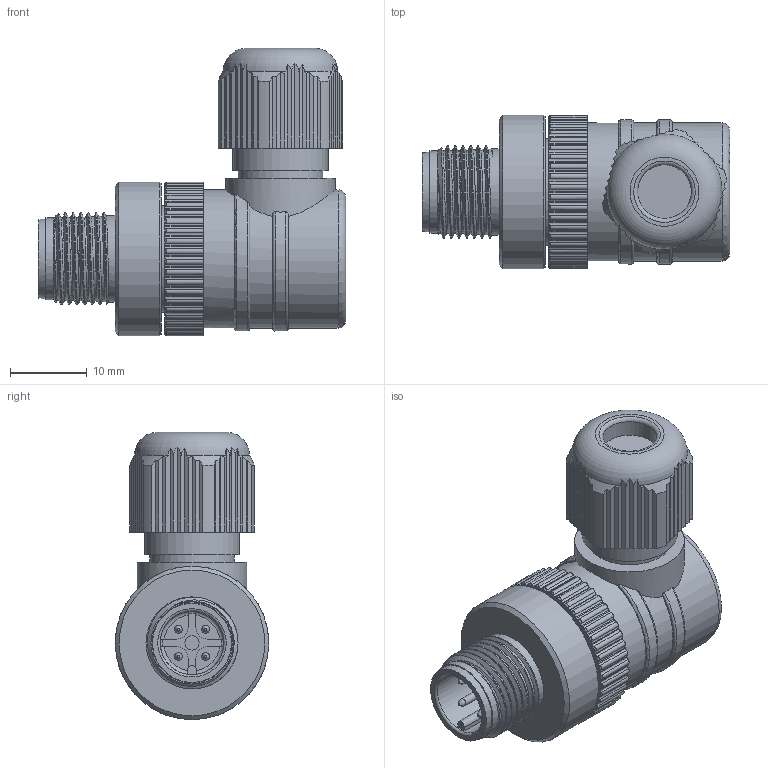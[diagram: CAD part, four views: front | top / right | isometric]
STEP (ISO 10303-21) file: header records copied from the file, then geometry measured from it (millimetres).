
FILE_DESCRIPTION(/* description */ (''),/* implementation_level */ '2;1');
FILE_NAME(/* name */ 'VK003026.stp',/* time_stamp */ '2016-10-12T08:35:07+02:00',/* author */ ('mitarbeiter'),/* organization */ (''),/* preprocessor_version */ 'ST-DEVELOPER v15.2',/* originating_system */ 'Autodesk Inventor 2014',/* authorisation */ '');
FILE_SCHEMA (('AUTOMOTIVE_DESIGN { 1 0 10303 214 3 1 1 }'));
Length unit declared in the file: millimetre
Products named in the file (2): RSCW_4-7_HUELLMODELL; VK003026
Bounding box: 40.05 x 20 x 37.45 mm (x, y, z)
Volume: 11799.5 mm3; surface area: 4741.4 mm2
Topology: 1 solids, 1 shells, 428 faces, 1347 edges, 936 vertices
Faces by surface type: cylinder 210, plane 122, cone 74, torus 15, bspline 7
Full cylindrical faces by diameter (mm): 1 x4, 1.85 x1, 7 x1, 8.3 x1, 10.7 x1, 11 x1, 12.4 x1, 13.9 x1, 14.3 x1, 18 x2, 20 x1
Entity records: 26037 total; most frequent: CARTESIAN_POINT 14175, ORIENTED_EDGE 2616, DIRECTION 2464, EDGE_CURVE 1308, AXIS2_PLACEMENT_3D 1029, VERTEX_POINT 926, CIRCLE 481, EDGE_LOOP 464
